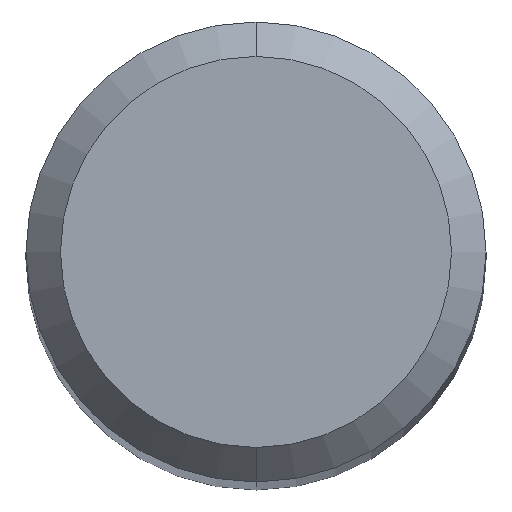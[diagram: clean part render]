
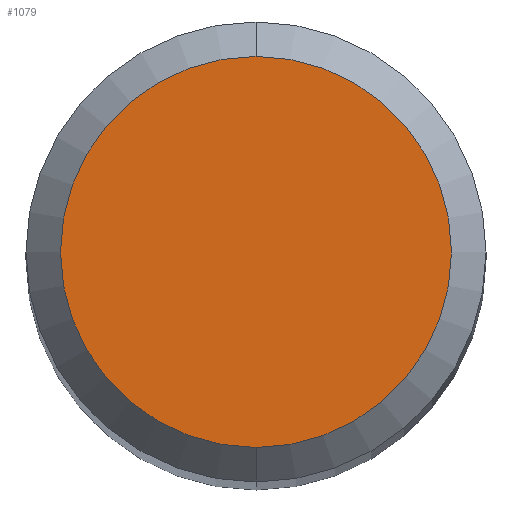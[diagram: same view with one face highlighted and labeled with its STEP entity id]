
A CAD part, top view. The second image highlights one B-rep face of the part: STEP entity #1079.
In plain terms, the highlighted planar face has unit normal (0, 0, 1).
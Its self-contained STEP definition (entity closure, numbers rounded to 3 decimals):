
#865=EDGE_CURVE('',#1117,#1033,#1706,.T.);
#959=EDGE_CURVE('',#1033,#1117,#1812,.T.);
#1033=VERTEX_POINT('',#1890);
#1079=ADVANCED_FACE('',(#1941),#1942,.T.);
#1117=VERTEX_POINT('',#1980);
#1706=CIRCLE('',#3954,1.7);
#1812=CIRCLE('',#4370,1.7);
#1890=CARTESIAN_POINT('',(0.,-1.7,0.0));
#1941=FACE_OUTER_BOUND('',#4773,.T.);
#1942=PLANE('',#4774);
#1980=CARTESIAN_POINT('',(0.0,1.7,0.0));
#3954=AXIS2_PLACEMENT_3D('',#5780,#5781,#5782);
#4370=AXIS2_PLACEMENT_3D('',#5909,#5910,#5911);
#4773=EDGE_LOOP('',(#6056,#6057));
#4774=AXIS2_PLACEMENT_3D('',#6058,#6059,#6060);
#5780=CARTESIAN_POINT('',(0.0,0.0,0.0));
#5781=DIRECTION('',(0.0,0.0,-1.0));
#5782=DIRECTION('',(0.0,1.0,0.0));
#5909=CARTESIAN_POINT('',(0.0,0.0,0.0));
#5910=DIRECTION('',(0.0,0.0,-1.0));
#5911=DIRECTION('',(0.0,1.0,0.0));
#6056=ORIENTED_EDGE('',*,*,#865,.F.);
#6057=ORIENTED_EDGE('',*,*,#959,.F.);
#6058=CARTESIAN_POINT('',(0.0,0.85,0.0));
#6059=DIRECTION('',(-0.0,0.0,1.0));
#6060=DIRECTION('',(0.0,-1.0,0.0));
